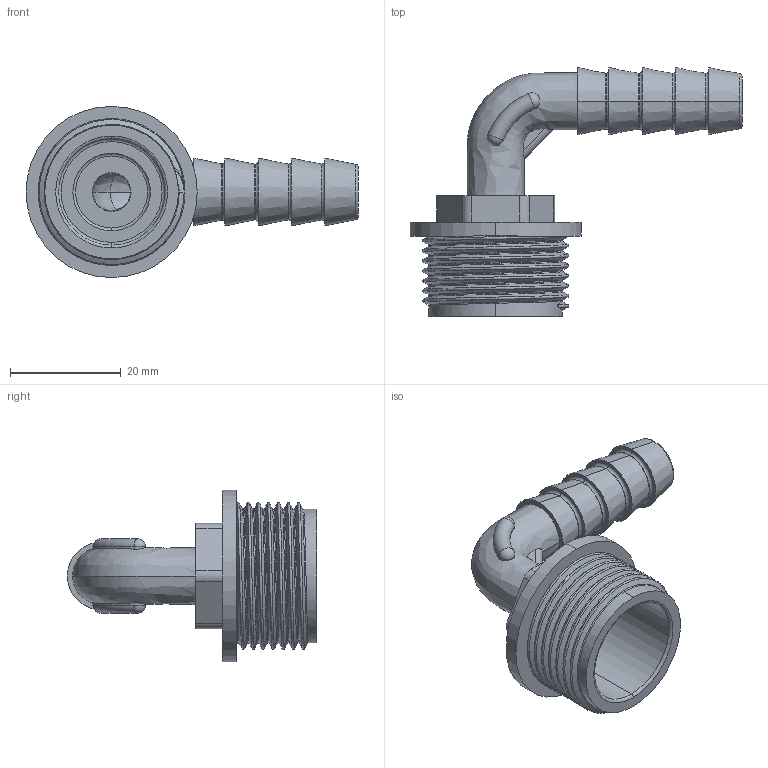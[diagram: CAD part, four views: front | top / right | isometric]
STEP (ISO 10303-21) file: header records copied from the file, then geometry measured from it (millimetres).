
FILE_DESCRIPTION (( 'STEP AP203' ), '1' );
FILE_NAME ('00131_0512.STEP', '2017-05-09T14:43:27', ( '' ), ( '' ), 'SwSTEP 2.0', 'SolidWorks 2011', '' );
FILE_SCHEMA (( 'CONFIG_CONTROL_DESIGN' ));
Length unit declared in the file: millimetre
Products named in the file (1): 00131_0512
Bounding box: 59.9 x 44.95 x 30.9 mm (x, y, z)
Volume: 8680.5 mm3; surface area: 8352.2 mm2
Topology: 1 solids, 1 shells, 115 faces, 272 edges, 167 vertices
Faces by surface type: cylinder 38, torus 29, plane 21, cone 12, bspline 11, sphere 4
Entity records: 8721 total; most frequent: CARTESIAN_POINT 6162, ORIENTED_EDGE 528, DIRECTION 517, EDGE_CURVE 264, AXIS2_PLACEMENT_3D 224, VERTEX_POINT 163, EDGE_LOOP 129, CIRCLE 119
